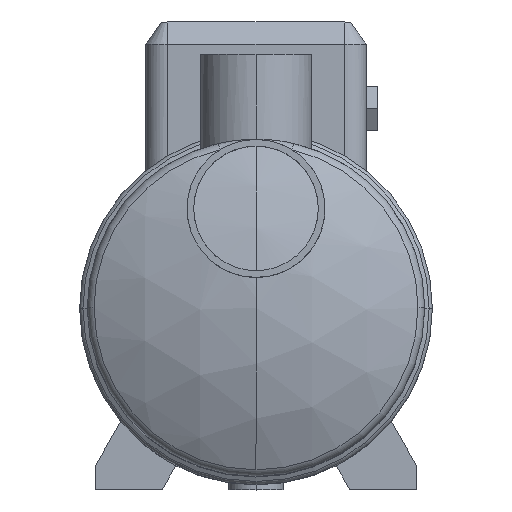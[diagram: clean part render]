
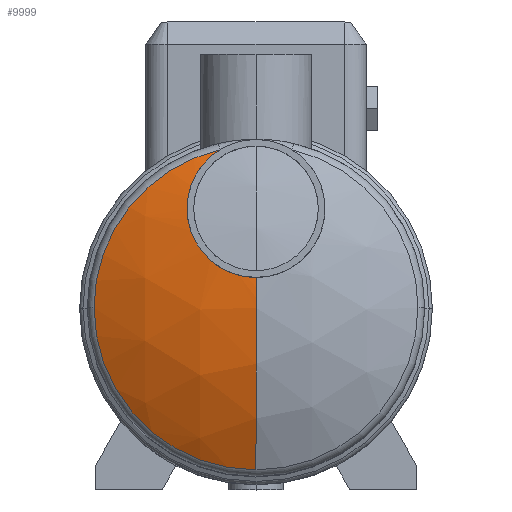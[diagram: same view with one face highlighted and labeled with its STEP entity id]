
A CAD part, top view. The second image highlights one B-rep face of the part: STEP entity #9999.
In plain terms, the highlighted spherical face has radius 150 mm.
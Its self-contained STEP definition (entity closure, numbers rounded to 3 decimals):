
#162 = ORIENTED_EDGE ( 'NONE', *, *, #10169, .T. ) ;
#222 = CARTESIAN_POINT ( 'NONE',  ( -19.344, 20.371, 101.861 ) ) ;
#280 = CARTESIAN_POINT ( 'NONE',  ( -15.911, 18.084, 102.557 ) ) ;
#331 = CARTESIAN_POINT ( 'NONE',  ( -25.621, 27.079, 99.797 ) ) ;
#423 = CARTESIAN_POINT ( 'NONE',  ( -28.184, 31.464, 98.433 ) ) ;
#510 = CARTESIAN_POINT ( 'NONE',  ( -30.432, 52.132, 91.819 ) ) ;
#559 = CARTESIAN_POINT ( 'NONE',  ( -21.76, 67.44, 86.708 ) ) ;
#844 = B_SPLINE_CURVE_WITH_KNOTS ( 'NONE', 3,
 ( #6794, #9956, #2170, #2841, #2058, #559, #5226, #2943, #8389, #1287, #5334, #10056, #4449, #1339, #7620, #8487, #10003, #510, #2889, #4302, #3520, #6688, #3720, #9851 ),
 .UNSPECIFIED., .F., .F.,
 ( 4, 2, 2, 2, 2, 2, 2, 2, 2, 2, 2, 4 ),
 ( 0.144, 0.148, 0.15, 0.152, 0.156, 0.158, 0.16, 0.164, 0.168, 0.17, 0.173, 0.177 ),
 .UNSPECIFIED. ) ;
#939 = CIRCLE ( 'NONE', #2592, 73.437 ) ;
#1051 = CARTESIAN_POINT ( 'NONE',  ( -25.025, 26.255, 100.053 ) ) ;
#1141 = CARTESIAN_POINT ( 'NONE',  ( 0., -73.438, 85.293 ) ) ;
#1155 = CARTESIAN_POINT ( 'NONE',  ( -8.298, 14.799, 103.552 ) ) ;
#1201 = CARTESIAN_POINT ( 'NONE',  ( -10.279, 15.416, 103.366 ) ) ;
#1287 = CARTESIAN_POINT ( 'NONE',  ( -25.629, 62.893, 88.246 ) ) ;
#1339 = CARTESIAN_POINT ( 'NONE',  ( -28.015, 58.909, 89.581 ) ) ;
#1712 = ORIENTED_EDGE ( 'NONE', *, *, #10197, .T. ) ;
#1786 = CARTESIAN_POINT ( 'NONE',  ( -31.25, 45., 94.137 ) ) ;
#1836 = CARTESIAN_POINT ( 'NONE',  ( -1.042, 13.75, 103.868 ) ) ;
#1838 = FACE_OUTER_BOUND ( 'NONE', #7925, .T. ) ;
#1879 = CARTESIAN_POINT ( 'NONE',  ( -31.203, 43.014, 94.776 ) ) ;
#1932 = CARTESIAN_POINT ( 'NONE',  ( -20.91, 21.686, 101.459 ) ) ;
#2027 = DIRECTION ( 'NONE',  ( 0., 0., -1. ) ) ;
#2058 = CARTESIAN_POINT ( 'NONE',  ( -20.776, 68.353, 86.396 ) ) ;
#2170 = CARTESIAN_POINT ( 'NONE',  ( -18.691, 70.081, 85.806 ) ) ;
#2312 = VERTEX_POINT ( 'NONE', #1141 ) ;
#2471 = VERTEX_POINT ( 'NONE', #10270 ) ;
#2592 = AXIS2_PLACEMENT_3D ( 'NONE', #8268, #7546, #6775 ) ;
#2617 = CARTESIAN_POINT ( 'NONE',  ( -27.234, 29.666, 98.994 ) ) ;
#2761 = CARTESIAN_POINT ( 'NONE',  ( -31.012, 41.022, 95.413 ) ) ;
#2841 = CARTESIAN_POINT ( 'NONE',  ( -20.265, 68.798, 86.245 ) ) ;
#2858 = DIRECTION ( 'NONE',  ( -1., 0., 0. ) ) ;
#2889 = CARTESIAN_POINT ( 'NONE',  ( -30.577, 51.486, 92.031 ) ) ;
#2943 = CARTESIAN_POINT ( 'NONE',  ( -23.607, 65.519, 87.36 ) ) ;
#3444 = AXIS2_PLACEMENT_3D ( 'NONE', #3743, #7688, #2858 ) ;
#3445 = CARTESIAN_POINT ( 'NONE',  ( -26.721, 28.788, 99.267 ) ) ;
#3520 = CARTESIAN_POINT ( 'NONE',  ( -30.924, 49.546, 92.664 ) ) ;
#3654 = ORIENTED_EDGE ( 'NONE', *, *, #8863, .F. ) ;
#3720 = CARTESIAN_POINT ( 'NONE',  ( -31.25, 46.303, 93.717 ) ) ;
#3743 = CARTESIAN_POINT ( 'NONE',  ( 0., 0., 85.293 ) ) ;
#3758 = AXIS2_PLACEMENT_3D ( 'NONE', #5832, #4268, #4319 ) ;
#3988 = VERTEX_POINT ( 'NONE', #9678 ) ;
#4268 = DIRECTION ( 'NONE',  ( -1., 0., 0. ) ) ;
#4302 = CARTESIAN_POINT ( 'NONE',  ( -30.822, 50.193, 92.453 ) ) ;
#4319 = DIRECTION ( 'NONE',  ( 0., 1., 0. ) ) ;
#4363 = CARTESIAN_POINT ( 'NONE',  ( -16.795, 18.627, 102.392 ) ) ;
#4449 = CARTESIAN_POINT ( 'NONE',  ( -27.058, 60.648, 89. ) ) ;
#4464 = DIRECTION ( 'NONE',  ( 1., 0., 0. ) ) ;
#4619 = B_SPLINE_CURVE_WITH_KNOTS ( 'NONE', 3,
 ( #1786, #6618, #1879, #2761, #5040, #6560, #9036, #7385, #423, #5781, #2617, #3445, #7488, #331, #1051, #6708, #8256, #1932, #222, #4363, #280, #7336, #9091, #1201, #1155, #7533, #5096, #9725, #6663, #8110, #1836, #9868 ),
 .UNSPECIFIED., .F., .F.,
 ( 4, 2, 2, 2, 2, 2, 2, 2, 2, 2, 2, 2, 2, 2, 2, 4 ),
 ( 0.177, 0.18, 0.183, 0.189, 0.192, 0.194, 0.195, 0.199, 0.202, 0.208, 0.211, 0.214, 0.22, 0.222, 0.224, 0.227 ),
 .UNSPECIFIED. ) ;
#4894 = AXIS2_PLACEMENT_3D ( 'NONE', #7870, #4464, #2027 ) ;
#5040 = CARTESIAN_POINT ( 'NONE',  ( -30.867, 40.022, 95.732 ) ) ;
#5041 = ORIENTED_EDGE ( 'NONE', *, *, #7970, .F. ) ;
#5057 = ORIENTED_EDGE ( 'NONE', *, *, #8646, .T. ) ;
#5096 = CARTESIAN_POINT ( 'NONE',  ( -5.206, 14.182, 103.738 ) ) ;
#5142 = CARTESIAN_POINT ( 'NONE',  ( -16.446, 71.572, 85.293 ) ) ;
#5144 = SPHERICAL_SURFACE ( 'NONE', #3758, 150. ) ;
#5195 = ORIENTED_EDGE ( 'NONE', *, *, #6459, .F. ) ;
#5226 = CARTESIAN_POINT ( 'NONE',  ( -22.234, 66.969, 86.868 ) ) ;
#5334 = CARTESIAN_POINT ( 'NONE',  ( -26.003, 62.345, 88.431 ) ) ;
#5781 = CARTESIAN_POINT ( 'NONE',  ( -27.48, 30.112, 98.855 ) ) ;
#5832 = CARTESIAN_POINT ( 'NONE',  ( 0., 0., -45.5 ) ) ;
#6026 = DIRECTION ( 'NONE',  ( 0., -1., 0. ) ) ;
#6428 = VERTEX_POINT ( 'NONE', #9274 ) ;
#6459 = EDGE_CURVE ( 'NONE', #8911, #9448, #844, .T. ) ;
#6560 = CARTESIAN_POINT ( 'NONE',  ( -30.295, 37.076, 96.669 ) ) ;
#6618 = CARTESIAN_POINT ( 'NONE',  ( -31.25, 44.008, 94.456 ) ) ;
#6663 = CARTESIAN_POINT ( 'NONE',  ( -3.645, 13.959, 103.806 ) ) ;
#6688 = CARTESIAN_POINT ( 'NONE',  ( -31.169, 47.602, 93.296 ) ) ;
#6708 = CARTESIAN_POINT ( 'NONE',  ( -23.747, 24.661, 100.545 ) ) ;
#6775 = DIRECTION ( 'NONE',  ( -1., 0., 0. ) ) ;
#6794 = CARTESIAN_POINT ( 'NONE',  ( -16.446, 71.572, 85.293 ) ) ;
#7336 = CARTESIAN_POINT ( 'NONE',  ( -14.077, 17.081, 102.862 ) ) ;
#7385 = CARTESIAN_POINT ( 'NONE',  ( -28.606, 32.379, 98.147 ) ) ;
#7387 = CIRCLE ( 'NONE', #4894, 150. ) ;
#7488 = CARTESIAN_POINT ( 'NONE',  ( -26.454, 28.356, 99.401 ) ) ;
#7533 = CARTESIAN_POINT ( 'NONE',  ( -5.726, 14.275, 103.71 ) ) ;
#7546 = DIRECTION ( 'NONE',  ( 0., 0., 1. ) ) ;
#7620 = CARTESIAN_POINT ( 'NONE',  ( -28.574, 57.721, 89.976 ) ) ;
#7638 = DIRECTION ( 'NONE',  ( -1., 0., 0. ) ) ;
#7688 = DIRECTION ( 'NONE',  ( 0., 0., 1. ) ) ;
#7870 = CARTESIAN_POINT ( 'NONE',  ( 0., 0., -45.5 ) ) ;
#7925 = EDGE_LOOP ( 'NONE', ( #162, #1712, #5041, #3654, #5195, #5057 ) ) ;
#7970 = EDGE_CURVE ( 'NONE', #3988, #2471, #7387, .T. ) ;
#8110 = CARTESIAN_POINT ( 'NONE',  ( -2.083, 13.802, 103.853 ) ) ;
#8256 = CARTESIAN_POINT ( 'NONE',  ( -23.062, 23.887, 100.783 ) ) ;
#8268 = CARTESIAN_POINT ( 'NONE',  ( 0., 0., 85.293 ) ) ;
#8389 = CARTESIAN_POINT ( 'NONE',  ( -24.456, 64.5, 87.705 ) ) ;
#8487 = CARTESIAN_POINT ( 'NONE',  ( -29.537, 55.287, 90.782 ) ) ;
#8646 = EDGE_CURVE ( 'NONE', #8911, #6428, #939, .T. ) ;
#8863 = EDGE_CURVE ( 'NONE', #9448, #3988, #4619, .T. ) ;
#8911 = VERTEX_POINT ( 'NONE', #5142 ) ;
#9036 = CARTESIAN_POINT ( 'NONE',  ( -29.73, 35.165, 97.272 ) ) ;
#9091 = CARTESIAN_POINT ( 'NONE',  ( -13.141, 16.629, 102.999 ) ) ;
#9129 = CARTESIAN_POINT ( 'NONE',  ( -31.25, 45., 94.137 ) ) ;
#9274 = CARTESIAN_POINT ( 'NONE',  ( -73.437, 0., 85.293 ) ) ;
#9448 = VERTEX_POINT ( 'NONE', #9129 ) ;
#9572 = CIRCLE ( 'NONE', #10238, 150. ) ;
#9678 = CARTESIAN_POINT ( 'NONE',  ( 0., 13.75, 103.868 ) ) ;
#9725 = CARTESIAN_POINT ( 'NONE',  ( -4.165, 14.024, 103.786 ) ) ;
#9851 = CARTESIAN_POINT ( 'NONE',  ( -31.25, 45., 94.137 ) ) ;
#9868 = CARTESIAN_POINT ( 'NONE',  ( 0., 13.75, 103.868 ) ) ;
#9907 = CIRCLE ( 'NONE', #3444, 73.437 ) ;
#9956 = CARTESIAN_POINT ( 'NONE',  ( -17.593, 70.863, 85.538 ) ) ;
#9999 = ADVANCED_FACE ( 'NONE', ( #1838 ), #5144, .T. ) ;
#10003 = CARTESIAN_POINT ( 'NONE',  ( -29.942, 54.043, 91.192 ) ) ;
#10023 = CARTESIAN_POINT ( 'NONE',  ( 0., 0., -45.5 ) ) ;
#10056 = CARTESIAN_POINT ( 'NONE',  ( -26.718, 61.222, 88.808 ) ) ;
#10169 = EDGE_CURVE ( 'NONE', #6428, #2312, #9907, .T. ) ;
#10197 = EDGE_CURVE ( 'NONE', #2312, #2471, #9572, .T. ) ;
#10238 = AXIS2_PLACEMENT_3D ( 'NONE', #10023, #7638, #6026 ) ;
#10270 = CARTESIAN_POINT ( 'NONE',  ( 0., 0., 104.5 ) ) ;
